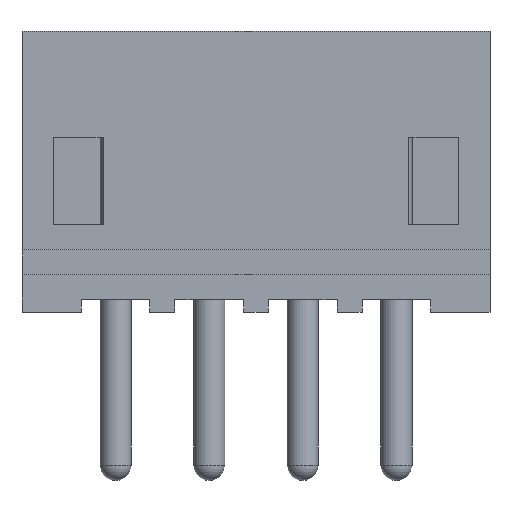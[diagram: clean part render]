
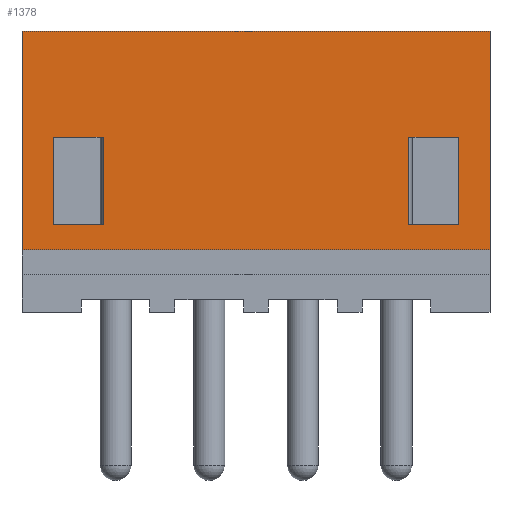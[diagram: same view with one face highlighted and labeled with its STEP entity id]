
A CAD part, left-side view. The second image highlights one B-rep face of the part: STEP entity #1378.
In plain terms, the highlighted planar face has unit normal (-1, 0, 0).
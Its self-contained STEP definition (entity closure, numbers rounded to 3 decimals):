
#22=FACE_BOUND('',#233,.T.);
#23=FACE_BOUND('',#234,.T.);
#154=FACE_OUTER_BOUND('',#232,.T.);
#232=EDGE_LOOP('',(#1242,#1243,#1244,#1245));
#233=EDGE_LOOP('',(#1246,#1247,#1248,#1249));
#234=EDGE_LOOP('',(#1250,#1251,#1252,#1253));
#238=LINE('',#1866,#400);
#242=LINE('',#1873,#404);
#257=LINE('',#1960,#419);
#322=LINE('',#2099,#484);
#331=LINE('',#2116,#493);
#335=LINE('',#2123,#497);
#348=LINE('',#2148,#510);
#350=LINE('',#2152,#512);
#390=LINE('',#2232,#552);
#392=LINE('',#2236,#554);
#396=LINE('',#2243,#558);
#397=LINE('',#2244,#559);
#400=VECTOR('',#1504,10.);
#404=VECTOR('',#1510,10.);
#419=VECTOR('',#1609,10.);
#484=VECTOR('',#1712,10.);
#493=VECTOR('',#1727,10.);
#497=VECTOR('',#1735,10.);
#510=VECTOR('',#1754,10.);
#512=VECTOR('',#1758,10.);
#552=VECTOR('',#1838,10.);
#554=VECTOR('',#1842,10.);
#558=VECTOR('',#1852,10.);
#559=VECTOR('',#1853,10.);
#562=VERTEX_POINT('',#1863);
#563=VERTEX_POINT('',#1865);
#565=VERTEX_POINT('',#1871);
#594=VERTEX_POINT('',#1956);
#595=VERTEX_POINT('',#1958);
#650=VERTEX_POINT('',#2097);
#655=VERTEX_POINT('',#2114);
#664=VERTEX_POINT('',#2145);
#665=VERTEX_POINT('',#2147);
#666=VERTEX_POINT('',#2151);
#686=VERTEX_POINT('',#2231);
#687=VERTEX_POINT('',#2235);
#690=EDGE_CURVE('',#563,#562,#238,.T.);
#694=EDGE_CURVE('',#562,#565,#242,.T.);
#733=EDGE_CURVE('',#594,#595,#257,.T.);
#802=EDGE_CURVE('',#595,#650,#322,.T.);
#811=EDGE_CURVE('',#655,#650,#331,.T.);
#815=EDGE_CURVE('',#594,#655,#335,.T.);
#828=EDGE_CURVE('',#665,#664,#348,.T.);
#830=EDGE_CURVE('',#666,#563,#350,.T.);
#870=EDGE_CURVE('',#686,#665,#390,.T.);
#872=EDGE_CURVE('',#687,#686,#392,.T.);
#876=EDGE_CURVE('',#565,#666,#396,.T.);
#877=EDGE_CURVE('',#664,#687,#397,.T.);
#1242=ORIENTED_EDGE('',*,*,#733,.T.);
#1243=ORIENTED_EDGE('',*,*,#802,.T.);
#1244=ORIENTED_EDGE('',*,*,#811,.F.);
#1245=ORIENTED_EDGE('',*,*,#815,.F.);
#1246=ORIENTED_EDGE('',*,*,#876,.T.);
#1247=ORIENTED_EDGE('',*,*,#830,.T.);
#1248=ORIENTED_EDGE('',*,*,#690,.T.);
#1249=ORIENTED_EDGE('',*,*,#694,.T.);
#1250=ORIENTED_EDGE('',*,*,#877,.T.);
#1251=ORIENTED_EDGE('',*,*,#872,.T.);
#1252=ORIENTED_EDGE('',*,*,#870,.T.);
#1253=ORIENTED_EDGE('',*,*,#828,.T.);
#1308=PLANE('',#1496);
#1378=ADVANCED_FACE('',(#154,#22,#23),#1308,.T.);
#1496=AXIS2_PLACEMENT_3D('',#2245,#1854,#1855);
#1504=DIRECTION('',(0.,-1.,0.));
#1510=DIRECTION('',(0.,0.,-1.));
#1609=DIRECTION('',(0.,-1.,0.));
#1712=DIRECTION('',(0.,0.,1.));
#1727=DIRECTION('',(0.,-1.,0.));
#1735=DIRECTION('',(0.,0.,1.));
#1754=DIRECTION('',(0.,0.,-1.));
#1758=DIRECTION('',(0.,0.,1.));
#1838=DIRECTION('',(0.,-1.,0.));
#1842=DIRECTION('',(0.,0.,1.));
#1852=DIRECTION('',(0.,1.,0.));
#1853=DIRECTION('',(0.,1.,0.));
#1854=DIRECTION('center_axis',(-1.,0.,0.));
#1855=DIRECTION('ref_axis',(0.,-1.,0.));
#1863=CARTESIAN_POINT('',(-1.3,4.7,2.8));
#1865=CARTESIAN_POINT('',(-1.3,5.5,2.8));
#1866=CARTESIAN_POINT('',(-1.3,5.35,2.8));
#1871=CARTESIAN_POINT('',(-1.3,4.7,1.4));
#1873=CARTESIAN_POINT('',(-1.3,4.7,0.7));
#1956=CARTESIAN_POINT('',(-1.3,6.,1.));
#1958=CARTESIAN_POINT('',(-1.3,-1.5,1.));
#1960=CARTESIAN_POINT('',(-1.3,2.25,1.));
#2097=CARTESIAN_POINT('',(-1.3,-1.5,4.5));
#2099=CARTESIAN_POINT('',(-1.3,-1.5,0.));
#2114=CARTESIAN_POINT('',(-1.3,6.,4.5));
#2116=CARTESIAN_POINT('',(-1.3,6.,4.5));
#2123=CARTESIAN_POINT('',(-1.3,6.,0.));
#2145=CARTESIAN_POINT('',(-1.3,-1.,1.4));
#2147=CARTESIAN_POINT('',(-1.3,-1.,2.8));
#2148=CARTESIAN_POINT('',(-1.3,-1.,1.4));
#2151=CARTESIAN_POINT('',(-1.3,5.5,1.4));
#2152=CARTESIAN_POINT('',(-1.3,5.5,1.4));
#2231=CARTESIAN_POINT('',(-1.3,-0.2,2.8));
#2232=CARTESIAN_POINT('',(-1.3,2.9,2.8));
#2235=CARTESIAN_POINT('',(-1.3,-0.2,1.4));
#2236=CARTESIAN_POINT('',(-1.3,-0.2,0.7));
#2243=CARTESIAN_POINT('',(-1.3,5.75,1.4));
#2244=CARTESIAN_POINT('',(-1.3,2.5,1.4));
#2245=CARTESIAN_POINT('Origin',(-1.3,6.,0.));
